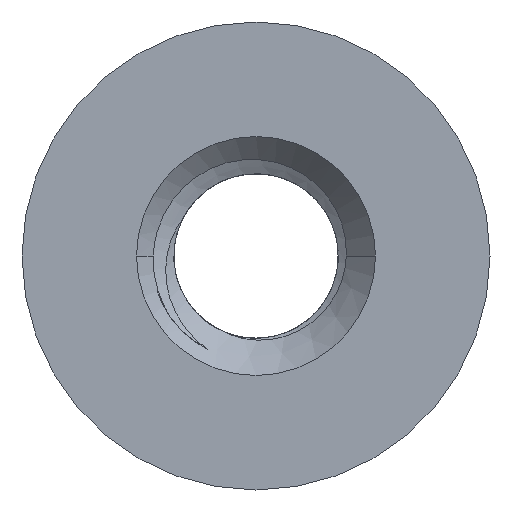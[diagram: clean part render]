
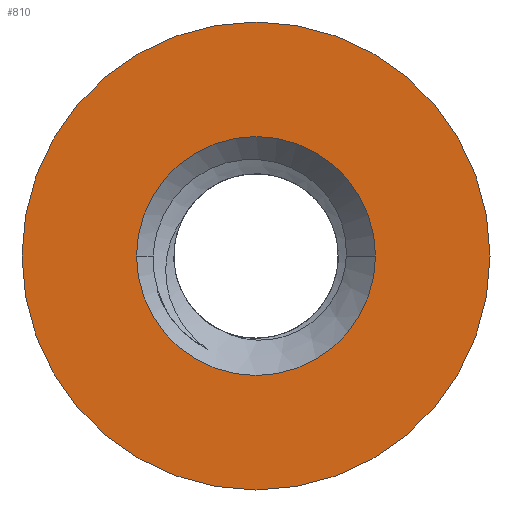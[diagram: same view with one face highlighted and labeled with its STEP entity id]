
A CAD part, left-side view. The second image highlights one B-rep face of the part: STEP entity #810.
In plain terms, the highlighted planar face has unit normal (-1, 0, 0).
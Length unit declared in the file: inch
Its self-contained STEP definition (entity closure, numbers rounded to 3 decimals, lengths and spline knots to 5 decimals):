
#322=CARTESIAN_POINT('',(0.,0.,0.));
#323=DIRECTION('',(-1.,0.,0.));
#324=DIRECTION('',(0.,1.,0.));
#325=AXIS2_PLACEMENT_3D('',#322,#323,#324);
#330=CARTESIAN_POINT('',(0.,0.,0.));
#331=DIRECTION('',(1.,0.,0.));
#332=DIRECTION('',(0.,1.,0.));
#333=AXIS2_PLACEMENT_3D('',#330,#331,#332);
#338=CARTESIAN_POINT('',(0.,0.,0.));
#339=DIRECTION('',(1.,0.,0.));
#340=DIRECTION('',(0.,1.,0.));
#341=AXIS2_PLACEMENT_3D('',#338,#339,#340);
#346=CARTESIAN_POINT('',(0.,0.,0.));
#347=DIRECTION('',(1.,0.,0.));
#348=DIRECTION('',(0.,-1.,0.));
#349=AXIS2_PLACEMENT_3D('',#346,#347,#348);
#600=CARTESIAN_POINT('',(0.,0.094,0.));
#602=VERTEX_POINT('',#600);
#608=CARTESIAN_POINT('',(0.,-0.094,0.));
#610=VERTEX_POINT('',#608);
#615=CARTESIAN_POINT('',(0.,0.048,0.));
#616=CARTESIAN_POINT('',(0.,-0.048,0.));
#617=VERTEX_POINT('',#615);
#618=VERTEX_POINT('',#616);
#794=CARTESIAN_POINT('',(0.,0.,0.));
#795=DIRECTION('',(1.,0.,0.));
#796=DIRECTION('',(0.,-1.,0.));
#797=AXIS2_PLACEMENT_3D('',#794,#795,#796);
#798=PLANE('',#797);
#800=ORIENTED_EDGE('',*,*,#799,.F.);
#802=ORIENTED_EDGE('',*,*,#801,.T.);
#803=EDGE_LOOP('',(#800,#802));
#804=FACE_OUTER_BOUND('',#803,.F.);
#805=ORIENTED_EDGE('',*,*,#784,.F.);
#807=ORIENTED_EDGE('',*,*,#806,.F.);
#808=EDGE_LOOP('',(#805,#807));
#809=FACE_BOUND('',#808,.F.);
#326=CIRCLE('',#325,0.094);
#334=CIRCLE('',#333,0.094);
#342=CIRCLE('',#341,0.048);
#350=CIRCLE('',#349,0.048);
#784=EDGE_CURVE('',#617,#618,#342,.T.);
#799=EDGE_CURVE('',#602,#610,#326,.T.);
#801=EDGE_CURVE('',#602,#610,#334,.T.);
#806=EDGE_CURVE('',#618,#617,#350,.T.);
#810=ADVANCED_FACE('',(#804,#809),#798,.F.);
